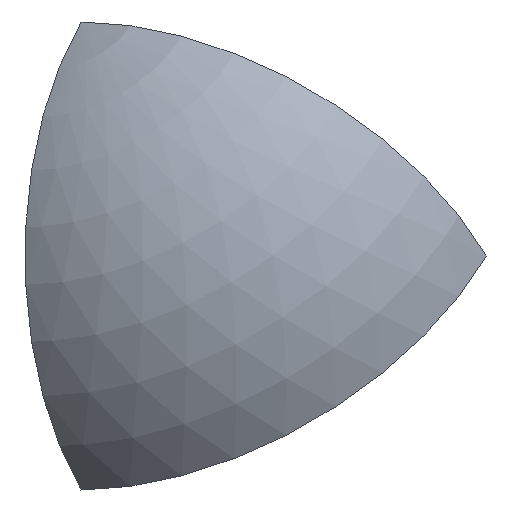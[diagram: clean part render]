
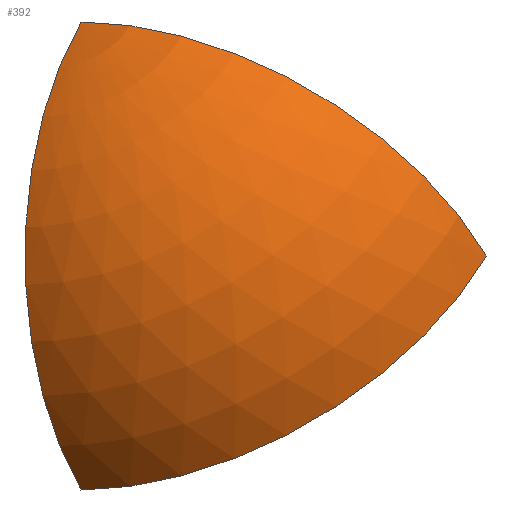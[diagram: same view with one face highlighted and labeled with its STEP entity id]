
A CAD part, front view. The second image highlights one B-rep face of the part: STEP entity #392.
In plain terms, the highlighted spherical face has radius 40 mm.
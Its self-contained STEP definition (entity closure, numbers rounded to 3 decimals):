
#25 = VERTEX_POINT ( 'NONE', #343 ) ;
#26 = CARTESIAN_POINT ( 'NONE',  ( -16.328, -23.095, 28.284 ) ) ;
#59 = CARTESIAN_POINT ( 'NONE',  ( 0., 0., 0. ) ) ;
#60 = EDGE_CURVE ( 'NONE', #691, #607, #619, .T. ) ;
#79 = DIRECTION ( 'NONE',  ( 0.902, -0.138, -0.408 ) ) ;
#125 = CIRCLE ( 'NONE', #495, 40. ) ;
#164 = CARTESIAN_POINT ( 'NONE',  ( 0., 0., 0. ) ) ;
#193 = AXIS2_PLACEMENT_3D ( 'NONE', #164, #663, #553 ) ;
#209 = DIRECTION ( 'NONE',  ( 0.408, 0.577, 0.707 ) ) ;
#216 = FACE_OUTER_BOUND ( 'NONE', #335, .T. ) ;
#254 = CARTESIAN_POINT ( 'NONE',  ( 0., 0., 0. ) ) ;
#288 = AXIS2_PLACEMENT_3D ( 'NONE', #59, #501, #600 ) ;
#305 = DIRECTION ( 'NONE',  ( -0.408, -0.577, 0.707 ) ) ;
#335 = EDGE_LOOP ( 'NONE', ( #443, #589, #585 ) ) ;
#343 = CARTESIAN_POINT ( 'NONE',  ( 32.662, -23.092, 0. ) ) ;
#353 = CARTESIAN_POINT ( 'NONE',  ( -16.328, -23.095, -28.284 ) ) ;
#392 = ADVANCED_FACE ( 'NONE', ( #216 ), #436, .T. ) ;
#436 = SPHERICAL_SURFACE ( 'NONE', #288, 40. ) ;
#443 = ORIENTED_EDGE ( 'NONE', *, *, #60, .F. ) ;
#457 = DIRECTION ( 'NONE',  ( 0.902, -0.138, 0.408 ) ) ;
#484 = CIRCLE ( 'NONE', #662, 40. ) ;
#495 = AXIS2_PLACEMENT_3D ( 'NONE', #254, #209, #79 ) ;
#501 = DIRECTION ( 'NONE',  ( -0.408, -0.577, 0.707 ) ) ;
#511 = CARTESIAN_POINT ( 'NONE',  ( 0., 0., 0. ) ) ;
#553 = DIRECTION ( 'NONE',  ( -0.577, -0.817, 0. ) ) ;
#564 = EDGE_CURVE ( 'NONE', #691, #25, #484, .T. ) ;
#585 = ORIENTED_EDGE ( 'NONE', *, *, #599, .F. ) ;
#589 = ORIENTED_EDGE ( 'NONE', *, *, #564, .T. ) ;
#599 = EDGE_CURVE ( 'NONE', #607, #25, #125, .T. ) ;
#600 = DIRECTION ( 'NONE',  ( -0.408, -0.577, -0.707 ) ) ;
#607 = VERTEX_POINT ( 'NONE', #26 ) ;
#619 = CIRCLE ( 'NONE', #193, 40. ) ;
#662 = AXIS2_PLACEMENT_3D ( 'NONE', #511, #305, #457 ) ;
#663 = DIRECTION ( 'NONE',  ( -0.817, 0.577, 0. ) ) ;
#691 = VERTEX_POINT ( 'NONE', #353 ) ;
